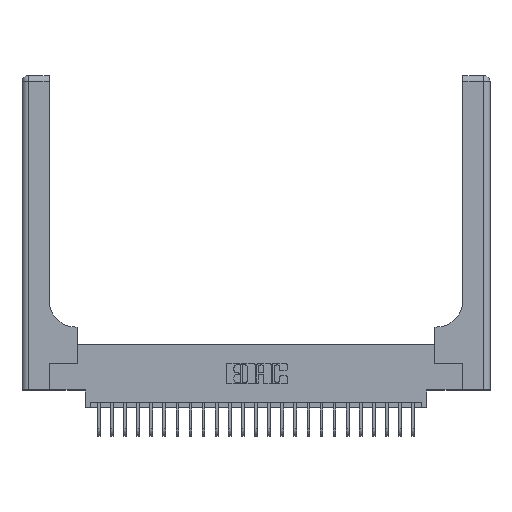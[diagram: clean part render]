
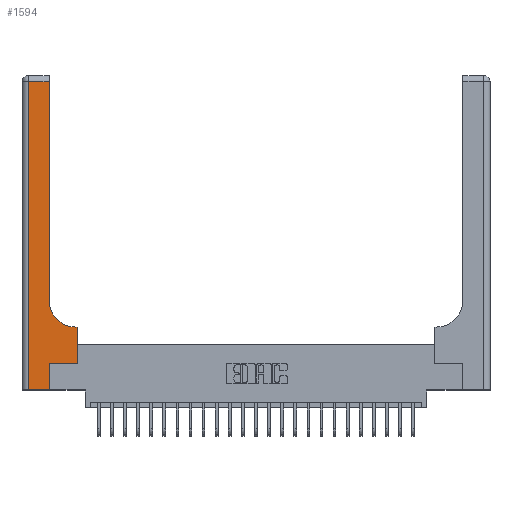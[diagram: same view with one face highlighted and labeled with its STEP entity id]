
A CAD part, top view. The second image highlights one B-rep face of the part: STEP entity #1594.
In plain terms, the highlighted planar face has unit normal (0, 0, 1).
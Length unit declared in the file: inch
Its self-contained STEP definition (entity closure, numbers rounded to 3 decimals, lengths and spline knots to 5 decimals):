
#49 = AXIS2_PLACEMENT_3D ( 'NONE', #10914, #16836, #3107 ) ;
#333 = VERTEX_POINT ( 'NONE', #8918 ) ;
#809 = ORIENTED_EDGE ( 'NONE', *, *, #4488, .T. ) ;
#1378 = EDGE_CURVE ( 'NONE', #7661, #14086, #15075, .T. ) ;
#1594 = ADVANCED_FACE ( 'NONE', ( #23454 ), #19058, .F. ) ;
#3107 = DIRECTION ( 'NONE',  ( -1., 0., 0. ) ) ;
#3980 = ORIENTED_EDGE ( 'NONE', *, *, #16320, .T. ) ;
#4488 = EDGE_CURVE ( 'NONE', #21997, #16027, #18138, .T. ) ;
#4913 = ORIENTED_EDGE ( 'NONE', *, *, #9169, .T. ) ;
#5202 = CARTESIAN_POINT ( 'NONE',  ( 0.26, 0.85, 0.37 ) ) ;
#5284 = ORIENTED_EDGE ( 'NONE', *, *, #7458, .T. ) ;
#5328 = ORIENTED_EDGE ( 'NONE', *, *, #1378, .T. ) ;
#6291 = DIRECTION ( 'NONE',  ( 1., 0., 0. ) ) ;
#6938 = DIRECTION ( 'NONE',  ( 1., 0., 0. ) ) ;
#7458 = EDGE_CURVE ( 'NONE', #16027, #13646, #17428, .T. ) ;
#7476 = ORIENTED_EDGE ( 'NONE', *, *, #18039, .T. ) ;
#7661 = VERTEX_POINT ( 'NONE', #5202 ) ;
#8017 = CARTESIAN_POINT ( 'NONE',  ( 0.528, 0.25, 0.37 ) ) ;
#8302 = ORIENTED_EDGE ( 'NONE', *, *, #23602, .T. ) ;
#8305 = DIRECTION ( 'NONE',  ( 0., 1., 0. ) ) ;
#8728 = CARTESIAN_POINT ( 'NONE',  ( 0.51, 0.85, 0.37 ) ) ;
#8871 = VERTEX_POINT ( 'NONE', #8017 ) ;
#8918 = CARTESIAN_POINT ( 'NONE',  ( 0.528, 0.6, 0.37 ) ) ;
#9169 = EDGE_CURVE ( 'NONE', #333, #20760, #11734, .T. ) ;
#9274 = EDGE_CURVE ( 'NONE', #21134, #8871, #14195, .T. ) ;
#9592 = AXIS2_PLACEMENT_3D ( 'NONE', #8728, #18982, #6938 ) ;
#9758 = CARTESIAN_POINT ( 'NONE',  ( 0.265, 0.25, 0.37 ) ) ;
#10549 = LINE ( 'NONE', #21294, #25166 ) ;
#10642 = CARTESIAN_POINT ( 'NONE',  ( 0.51, 0.6, 0.37 ) ) ;
#10914 = CARTESIAN_POINT ( 'NONE',  ( 0., 3., 0.37 ) ) ;
#11025 = VECTOR ( 'NONE', #8305, 39.37008 ) ;
#11092 = VECTOR ( 'NONE', #14062, 39.37008 ) ;
#11734 = LINE ( 'NONE', #12154, #11092 ) ;
#12126 = VECTOR ( 'NONE', #6291, 39.37008 ) ;
#12154 = CARTESIAN_POINT ( 'NONE',  ( 0.26, 0.6, 0.37 ) ) ;
#12240 = VECTOR ( 'NONE', #19064, 39.37008 ) ;
#13421 = CARTESIAN_POINT ( 'NONE',  ( 0.06, 3., 0.37 ) ) ;
#13646 = VERTEX_POINT ( 'NONE', #22709 ) ;
#13732 = EDGE_CURVE ( 'NONE', #14086, #21997, #14693, .T. ) ;
#13804 = DIRECTION ( 'NONE',  ( 1., 0., 0. ) ) ;
#14024 = DIRECTION ( 'NONE',  ( 0., 1., 0. ) ) ;
#14062 = DIRECTION ( 'NONE',  ( -1., 0., 0. ) ) ;
#14086 = VERTEX_POINT ( 'NONE', #15999 ) ;
#14101 = ORIENTED_EDGE ( 'NONE', *, *, #9274, .T. ) ;
#14195 = LINE ( 'NONE', #25518, #25376 ) ;
#14693 = LINE ( 'NONE', #18886, #22462 ) ;
#15075 = LINE ( 'NONE', #22107, #11025 ) ;
#15999 = CARTESIAN_POINT ( 'NONE',  ( 0.26, 2.94, 0.37 ) ) ;
#16027 = VERTEX_POINT ( 'NONE', #22588 ) ;
#16160 = LINE ( 'NONE', #18239, #20736 ) ;
#16320 = EDGE_CURVE ( 'NONE', #8871, #333, #10549, .T. ) ;
#16836 = DIRECTION ( 'NONE',  ( 0., 0., -1. ) ) ;
#17058 = EDGE_LOOP ( 'NONE', ( #5328, #18608, #809, #5284, #8302, #14101, #3980, #4913, #7476 ) ) ;
#17428 = LINE ( 'NONE', #21984, #12126 ) ;
#18039 = EDGE_CURVE ( 'NONE', #20760, #7661, #23600, .T. ) ;
#18138 = LINE ( 'NONE', #13421, #12240 ) ;
#18239 = CARTESIAN_POINT ( 'NONE',  ( 0.265, 0., 0.37 ) ) ;
#18608 = ORIENTED_EDGE ( 'NONE', *, *, #13732, .T. ) ;
#18886 = CARTESIAN_POINT ( 'NONE',  ( 0., 2.94, 0.37 ) ) ;
#18982 = DIRECTION ( 'NONE',  ( 0., 0., -1. ) ) ;
#19058 = PLANE ( 'NONE',  #49 ) ;
#19064 = DIRECTION ( 'NONE',  ( 0., -1., 0. ) ) ;
#20290 = DIRECTION ( 'NONE',  ( 0., 1., 0. ) ) ;
#20736 = VECTOR ( 'NONE', #20290, 39.37008 ) ;
#20760 = VERTEX_POINT ( 'NONE', #10642 ) ;
#20898 = CARTESIAN_POINT ( 'NONE',  ( 0.06, 2.94, 0.37 ) ) ;
#21134 = VERTEX_POINT ( 'NONE', #9758 ) ;
#21294 = CARTESIAN_POINT ( 'NONE',  ( 0.528, 0.25, 0.37 ) ) ;
#21984 = CARTESIAN_POINT ( 'NONE',  ( 0., 0., 0.37 ) ) ;
#21997 = VERTEX_POINT ( 'NONE', #20898 ) ;
#22107 = CARTESIAN_POINT ( 'NONE',  ( 0.26, 3., 0.37 ) ) ;
#22462 = VECTOR ( 'NONE', #22894, 39.37008 ) ;
#22588 = CARTESIAN_POINT ( 'NONE',  ( 0.06, 0., 0.37 ) ) ;
#22709 = CARTESIAN_POINT ( 'NONE',  ( 0.265, 0., 0.37 ) ) ;
#22894 = DIRECTION ( 'NONE',  ( -1., 0., 0. ) ) ;
#23454 = FACE_OUTER_BOUND ( 'NONE', #17058, .T. ) ;
#23600 = CIRCLE ( 'NONE', #9592, 0.25 ) ;
#23602 = EDGE_CURVE ( 'NONE', #13646, #21134, #16160, .T. ) ;
#25166 = VECTOR ( 'NONE', #14024, 39.37008 ) ;
#25376 = VECTOR ( 'NONE', #13804, 39.37008 ) ;
#25518 = CARTESIAN_POINT ( 'NONE',  ( 0.265, 0.25, 0.37 ) ) ;
